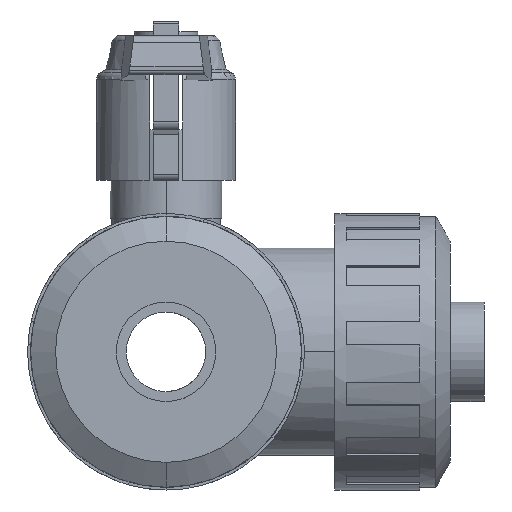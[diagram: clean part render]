
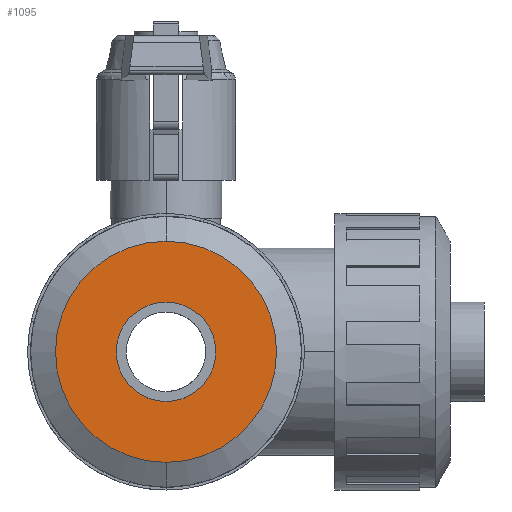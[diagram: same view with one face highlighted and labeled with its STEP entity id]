
A CAD part, left-side view. The second image highlights one B-rep face of the part: STEP entity #1095.
In plain terms, the highlighted planar face has unit normal (-1, 0, 0).
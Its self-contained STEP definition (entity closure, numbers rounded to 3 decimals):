
#1095=ADVANCED_FACE('',(#2242,#2243),#2244,.T.);
#2242=FACE_BOUND('',#3431,.T.);
#2243=FACE_OUTER_BOUND('',#3432,.T.);
#2244=PLANE('',#3433);
#3431=EDGE_LOOP('',(#6888,#6889));
#3432=EDGE_LOOP('',(#6890,#6891));
#3433=AXIS2_PLACEMENT_3D('',#6892,#6893,#6894);
#6888=ORIENTED_EDGE('',*,*,#8032,.F.);
#6889=ORIENTED_EDGE('',*,*,#7549,.F.);
#6890=ORIENTED_EDGE('',*,*,#7320,.T.);
#6891=ORIENTED_EDGE('',*,*,#8583,.T.);
#6892=CARTESIAN_POINT('',(-71.451,0.0,21.713));
#6893=DIRECTION('',(-1.0,0.0,0.0));
#6894=DIRECTION('',(0.0,-0.0,1.0));
#7320=EDGE_CURVE('',#8839,#8843,#8845,.T.);
#7549=EDGE_CURVE('',#9284,#9280,#9286,.T.);
#8032=EDGE_CURVE('',#9280,#9284,#10011,.T.);
#8583=EDGE_CURVE('',#8843,#8839,#10724,.T.);
#8839=VERTEX_POINT('',#11115);
#8843=VERTEX_POINT('',#11120);
#8845=CIRCLE('',#11123,27.8);
#9280=VERTEX_POINT('',#11668);
#9284=VERTEX_POINT('',#11673);
#9286=CIRCLE('',#11676,12.505);
#10011=CIRCLE('',#13147,12.505);
#10724=CIRCLE('',#14112,27.8);
#11115=CARTESIAN_POINT('',(-71.451,0.0,27.8));
#11120=CARTESIAN_POINT('',(-71.451,0.,-27.8));
#11123=AXIS2_PLACEMENT_3D('',#14390,#14391,#14392);
#11668=CARTESIAN_POINT('',(-71.451,0.0,12.505));
#11673=CARTESIAN_POINT('',(-71.451,0.,-12.505));
#11676=AXIS2_PLACEMENT_3D('',#14811,#14812,#14813);
#13147=AXIS2_PLACEMENT_3D('',#15342,#15343,#15344);
#14112=AXIS2_PLACEMENT_3D('',#15915,#15916,#15917);
#14390=CARTESIAN_POINT('',(-71.451,0.0,0.0));
#14391=DIRECTION('',(-1.0,0.0,0.0));
#14392=DIRECTION('',(0.0,-0.0,1.0));
#14811=CARTESIAN_POINT('',(-71.451,0.0,0.0));
#14812=DIRECTION('',(-1.0,0.0,0.0));
#14813=DIRECTION('',(0.0,-0.0,1.0));
#15342=CARTESIAN_POINT('',(-71.451,0.0,0.0));
#15343=DIRECTION('',(-1.0,0.0,0.0));
#15344=DIRECTION('',(0.0,-0.0,1.0));
#15915=CARTESIAN_POINT('',(-71.451,0.0,0.0));
#15916=DIRECTION('',(-1.0,0.0,0.0));
#15917=DIRECTION('',(0.0,-0.0,1.0));
